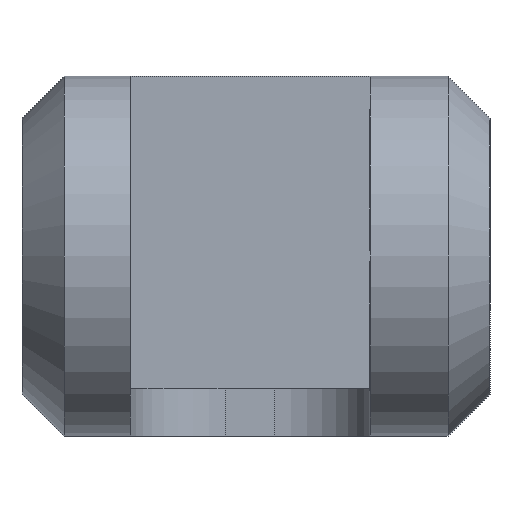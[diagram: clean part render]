
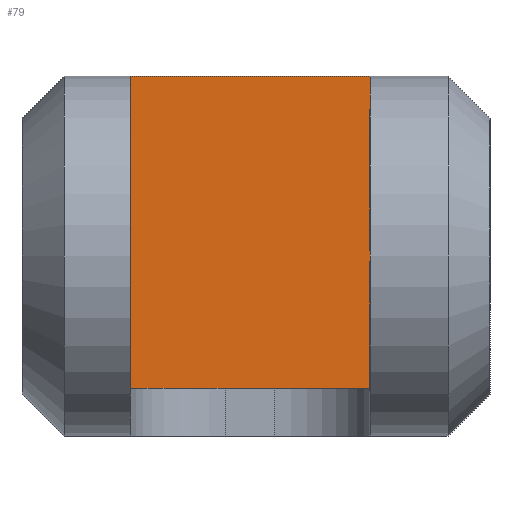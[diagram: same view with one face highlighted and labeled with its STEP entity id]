
A CAD part, left-side view. The second image highlights one B-rep face of the part: STEP entity #79.
In plain terms, the highlighted planar face has unit normal (-1, 0, 0).
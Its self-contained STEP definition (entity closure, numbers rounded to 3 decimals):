
#79=ADVANCED_FACE('',(#117),#103,.F.);
#103=PLANE('',#452);
#117=FACE_OUTER_BOUND('',#132,.T.);
#132=EDGE_LOOP('',(#164,#165,#166,#167));
#164=ORIENTED_EDGE('',*,*,#315,.F.);
#165=ORIENTED_EDGE('',*,*,#316,.T.);
#166=ORIENTED_EDGE('',*,*,#317,.T.);
#167=ORIENTED_EDGE('',*,*,#318,.F.);
#276=VERTEX_POINT('',#616);
#277=VERTEX_POINT('',#617);
#278=VERTEX_POINT('',#619);
#279=VERTEX_POINT('',#621);
#315=EDGE_CURVE('',#276,#277,#371,.T.);
#316=EDGE_CURVE('',#276,#278,#372,.T.);
#317=EDGE_CURVE('',#278,#279,#373,.T.);
#318=EDGE_CURVE('',#277,#279,#374,.T.);
#371=LINE('',#615,#411);
#372=LINE('',#618,#412);
#373=LINE('',#620,#413);
#374=LINE('',#622,#414);
#411=VECTOR('',#494,1.);
#412=VECTOR('',#495,1.);
#413=VECTOR('',#496,1.);
#414=VECTOR('',#497,1.);
#452=AXIS2_PLACEMENT_3D('',#623,#498,#499);
#494=DIRECTION('',(0.,1.,0.));
#495=DIRECTION('',(0.,0.,1.));
#496=DIRECTION('',(0.,1.,0.));
#497=DIRECTION('',(0.,0.,1.));
#498=DIRECTION('',(1.,0.,0.));
#499=DIRECTION('',(0.,0.,-1.));
#615=CARTESIAN_POINT('',(3.,2.,-2.2));
#616=CARTESIAN_POINT('',(3.,2.,-2.2));
#617=CARTESIAN_POINT('',(3.,6.,-2.2));
#618=CARTESIAN_POINT('',(3.,2.,4.));
#619=CARTESIAN_POINT('',(3.,2.,3.));
#620=CARTESIAN_POINT('',(3.,7.8,3.));
#621=CARTESIAN_POINT('',(3.,6.,3.));
#622=CARTESIAN_POINT('',(3.,6.,4.));
#623=CARTESIAN_POINT('',(3.,6.,4.));
